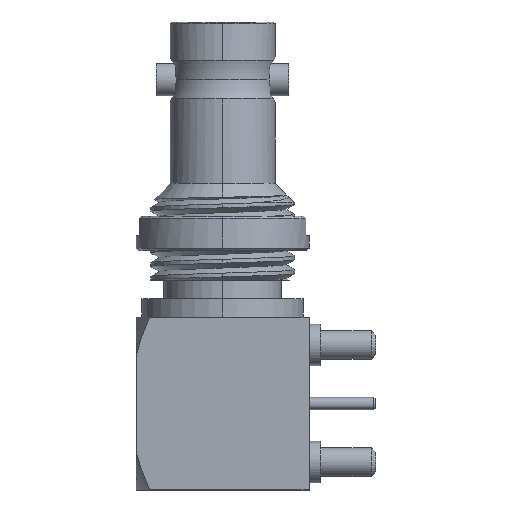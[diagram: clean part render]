
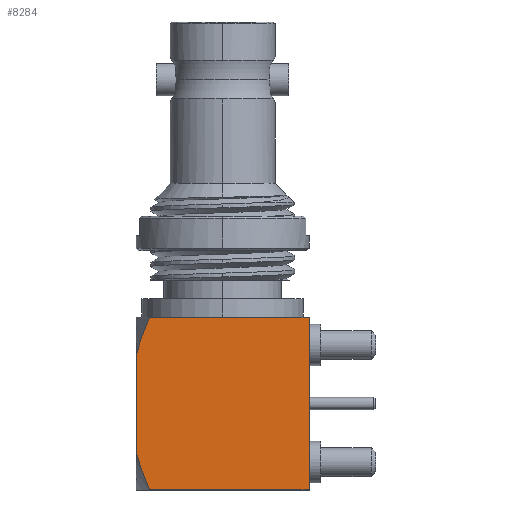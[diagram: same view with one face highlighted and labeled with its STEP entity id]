
A CAD part, left-side view. The second image highlights one B-rep face of the part: STEP entity #8284.
In plain terms, the highlighted planar face has unit normal (-1, 0, 0).
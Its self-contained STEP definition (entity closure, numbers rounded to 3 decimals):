
#14 = DIRECTION ( 'NONE',  ( 0., 1., 0. ) ) ;
#152 = CARTESIAN_POINT ( 'NONE',  ( -3.783, -3.75, 5.595 ) ) ;
#402 = VECTOR ( 'NONE', #4022, 1000. ) ;
#459 = ORIENTED_EDGE ( 'NONE', *, *, #6022, .T. ) ;
#561 = CARTESIAN_POINT ( 'NONE',  ( -3.783, 3.386, -1.358 ) ) ;
#762 = VERTEX_POINT ( 'NONE', #2584 ) ;
#884 = LINE ( 'NONE', #7754, #1314 ) ;
#980 = CARTESIAN_POINT ( 'NONE',  ( -3.783, -3.75, -1.9 ) ) ;
#1250 = CARTESIAN_POINT ( 'NONE',  ( -3.783, 3.282, -1.628 ) ) ;
#1314 = VECTOR ( 'NONE', #3968, 1000. ) ;
#1542 = LINE ( 'NONE', #980, #402 ) ;
#1600 = CARTESIAN_POINT ( 'NONE',  ( -3.783, 3.75, -0.254 ) ) ;
#1776 = CARTESIAN_POINT ( 'NONE',  ( -3.783, 3.593, 4.511 ) ) ;
#1803 = B_SPLINE_CURVE_WITH_KNOTS ( 'NONE', 3,
 ( #7974, #5942, #7392, #561, #1250, #5744 ),
 .UNSPECIFIED., .F., .F.,
 ( 4, 2, 4 ),
 ( 0.011, 0.012, 0.013 ),
 .UNSPECIFIED. ) ;
#1808 = EDGE_LOOP ( 'NONE', ( #459, #2907, #4813, #5054, #8558, #5368 ) ) ;
#1837 = LINE ( 'NONE', #4837, #2628 ) ;
#2201 = EDGE_CURVE ( 'NONE', #8189, #9180, #884, .T. ) ;
#2238 = FACE_OUTER_BOUND ( 'NONE', #1808, .T. ) ;
#2339 = CARTESIAN_POINT ( 'NONE',  ( -3.783, 3.392, 5.057 ) ) ;
#2584 = CARTESIAN_POINT ( 'NONE',  ( -3.783, -3.75, 5.595 ) ) ;
#2628 = VECTOR ( 'NONE', #4184, 1000. ) ;
#2907 = ORIENTED_EDGE ( 'NONE', *, *, #8492, .T. ) ;
#2988 = EDGE_CURVE ( 'NONE', #7174, #8189, #1803, .T. ) ;
#3262 = AXIS2_PLACEMENT_3D ( 'NONE', #6080, #8321, #9118 ) ;
#3288 = B_SPLINE_CURVE_WITH_KNOTS ( 'NONE', 3,
 ( #8603, #2339, #1776, #6929 ),
 .UNSPECIFIED., .F., .F.,
 ( 4, 4 ),
 ( 0.005, 0.007 ),
 .UNSPECIFIED. ) ;
#3597 = VECTOR ( 'NONE', #14, 1000. ) ;
#3968 = DIRECTION ( 'NONE',  ( 0., -1., 0. ) ) ;
#4022 = DIRECTION ( 'NONE',  ( 0., 0., 1. ) ) ;
#4184 = DIRECTION ( 'NONE',  ( 0., 0., -1. ) ) ;
#4660 = VERTEX_POINT ( 'NONE', #5999 ) ;
#4786 = LINE ( 'NONE', #152, #3597 ) ;
#4813 = ORIENTED_EDGE ( 'NONE', *, *, #5194, .T. ) ;
#4837 = CARTESIAN_POINT ( 'NONE',  ( -3.783, 3.75, 1.85 ) ) ;
#5054 = ORIENTED_EDGE ( 'NONE', *, *, #2988, .T. ) ;
#5194 = EDGE_CURVE ( 'NONE', #6946, #7174, #1837, .T. ) ;
#5368 = ORIENTED_EDGE ( 'NONE', *, *, #5680, .T. ) ;
#5680 = EDGE_CURVE ( 'NONE', #9180, #762, #1542, .T. ) ;
#5744 = CARTESIAN_POINT ( 'NONE',  ( -3.783, 3.173, -1.895 ) ) ;
#5942 = CARTESIAN_POINT ( 'NONE',  ( -3.783, 3.671, -0.534 ) ) ;
#5999 = CARTESIAN_POINT ( 'NONE',  ( -3.783, 3.173, 5.595 ) ) ;
#6022 = EDGE_CURVE ( 'NONE', #762, #4660, #4786, .T. ) ;
#6080 = CARTESIAN_POINT ( 'NONE',  ( -3.783, 6.25, -1.9 ) ) ;
#6929 = CARTESIAN_POINT ( 'NONE',  ( -3.783, 3.75, 3.954 ) ) ;
#6946 = VERTEX_POINT ( 'NONE', #8889 ) ;
#7174 = VERTEX_POINT ( 'NONE', #1600 ) ;
#7392 = CARTESIAN_POINT ( 'NONE',  ( -3.783, 3.581, -0.811 ) ) ;
#7754 = CARTESIAN_POINT ( 'NONE',  ( -3.783, -3.75, -1.895 ) ) ;
#7974 = CARTESIAN_POINT ( 'NONE',  ( -3.783, 3.75, -0.254 ) ) ;
#8181 = PLANE ( 'NONE',  #3262 ) ;
#8189 = VERTEX_POINT ( 'NONE', #9068 ) ;
#8284 = ADVANCED_FACE ( 'NONE', ( #2238 ), #8181, .F. ) ;
#8321 = DIRECTION ( 'NONE',  ( 1., 0., 0. ) ) ;
#8492 = EDGE_CURVE ( 'NONE', #4660, #6946, #3288, .T. ) ;
#8558 = ORIENTED_EDGE ( 'NONE', *, *, #2201, .T. ) ;
#8603 = CARTESIAN_POINT ( 'NONE',  ( -3.783, 3.173, 5.595 ) ) ;
#8889 = CARTESIAN_POINT ( 'NONE',  ( -3.783, 3.75, 3.954 ) ) ;
#9068 = CARTESIAN_POINT ( 'NONE',  ( -3.783, 3.173, -1.895 ) ) ;
#9118 = DIRECTION ( 'NONE',  ( 0., 0., -1. ) ) ;
#9180 = VERTEX_POINT ( 'NONE', #9809 ) ;
#9809 = CARTESIAN_POINT ( 'NONE',  ( -3.783, -3.75, -1.895 ) ) ;
